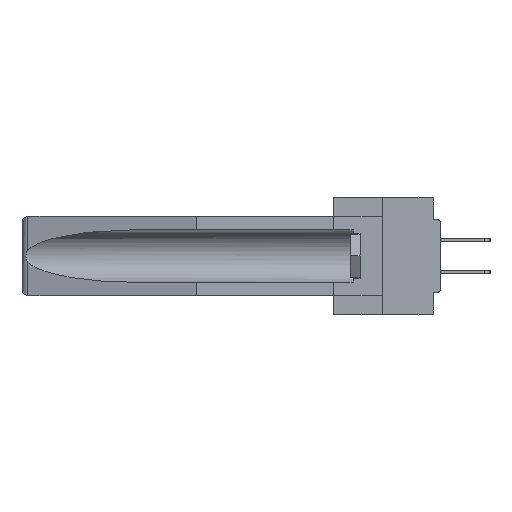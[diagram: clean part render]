
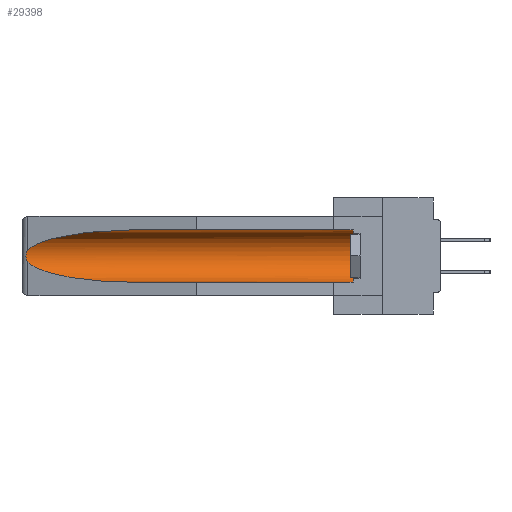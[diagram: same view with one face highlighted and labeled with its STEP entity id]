
A CAD part, left-side view. The second image highlights one B-rep face of the part: STEP entity #29398.
In plain terms, the highlighted cylindrical face has radius 2.857 mm (diameter 5.715 mm), a partial arc.
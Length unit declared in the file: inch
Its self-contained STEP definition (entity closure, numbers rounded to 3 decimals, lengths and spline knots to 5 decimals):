
#134 = CIRCLE ( 'NONE', #10154, 0.1125 ) ;
#313 = EDGE_CURVE ( 'NONE', #16390, #16916, #134, .T. ) ;
#461 = CARTESIAN_POINT ( 'NONE',  ( 0.26537, 1.52718, -0.19328 ) ) ;
#2553 = LINE ( 'NONE', #10146, #6708 ) ;
#4001 = CARTESIAN_POINT ( 'NONE',  ( 0.26537, 1.52718, -0.19328 ) ) ;
#4294 = CARTESIAN_POINT ( 'NONE',  ( 0.155, 0.126, -0.284 ) ) ;
#6708 = VECTOR ( 'NONE', #36292, 39.37008 ) ;
#7102 = DIRECTION ( 'NONE',  ( 0., 1., 0. ) ) ;
#7300 = AXIS2_PLACEMENT_3D ( 'NONE', #22391, #19857, #36450 ) ;
#7553 = FACE_OUTER_BOUND ( 'NONE', #21080, .T. ) ;
#8191 = CARTESIAN_POINT ( 'NONE',  ( 0.26654, 1.53092, -0.15636 ) ) ;
#8222 = CARTESIAN_POINT ( 'NONE',  ( 0.2673, 1.5327, -0.16383 ) ) ;
#10094 = DIRECTION ( 'NONE',  ( 0., 0., 1. ) ) ;
#10146 = CARTESIAN_POINT ( 'NONE',  ( 0.155, -0.30754, -0.284 ) ) ;
#10154 = AXIS2_PLACEMENT_3D ( 'NONE', #15912, #27747, #10094 ) ;
#10516 = ORIENTED_EDGE ( 'NONE', *, *, #29340, .T. ) ;
#11485 = CARTESIAN_POINT ( 'NONE',  ( 0.155, 1.07973, -0.284 ) ) ;
#11911 = VERTEX_POINT ( 'NONE', #11485 ) ;
#12321 = CARTESIAN_POINT ( 'NONE',  ( 0.25451, 1.48313, -0.24835 ) ) ;
#12447 = CARTESIAN_POINT ( 'NONE',  ( 0.155, 1.07973, -0.284 ) ) ;
#13378 = CARTESIAN_POINT ( 'NONE',  ( 0.26597, 1.52961, -0.15275 ) ) ;
#14293 = CARTESIAN_POINT ( 'NONE',  ( 0.2675, 1.53308, -0.17534 ) ) ;
#14674 = CARTESIAN_POINT ( 'NONE',  ( 0.25451, 1.48313, -0.09465 ) ) ;
#15912 = CARTESIAN_POINT ( 'NONE',  ( 0.155, 0.126, -0.1715 ) ) ;
#16390 = VERTEX_POINT ( 'NONE', #4294 ) ;
#16916 = VERTEX_POINT ( 'NONE', #31397 ) ;
#17092 =( BOUNDED_CURVE ( )  B_SPLINE_CURVE ( 3, ( #461, #12321, #29963, #12447 ),
 .UNSPECIFIED., .F., .F. ) 
 B_SPLINE_CURVE_WITH_KNOTS ( ( 4, 4 ),
 ( 0.1948, 1.5708 ),
 .UNSPECIFIED. ) 
 CURVE ( )  GEOMETRIC_REPRESENTATION_ITEM ( )  RATIONAL_B_SPLINE_CURVE ( ( 1., 0.848, 0.848, 1. ) ) 
 REPRESENTATION_ITEM ( '' )  );
#17437 = CARTESIAN_POINT ( 'NONE',  ( 0.26537, 1.52718, -0.19328 ) ) ;
#17672 = EDGE_CURVE ( 'NONE', #25517, #11911, #17092, .T. ) ;
#18181 = VECTOR ( 'NONE', #7102, 39.37008 ) ;
#18318 = B_SPLINE_CURVE_WITH_KNOTS ( 'NONE', 3,
 ( #36922, #13378, #8191, #8222, #20578, #14293, #32036, #37519, #30671, #4001 ),
 .UNSPECIFIED., .F., .F.,
 ( 4, 2, 2, 2, 4 ),
 ( 0., 0.00029, 0.00058, 0.00087, 0.00117 ),
 .UNSPECIFIED. ) ;
#19664 = CARTESIAN_POINT ( 'NONE',  ( 0.26537, 1.52718, -0.14972 ) ) ;
#19683 = ORIENTED_EDGE ( 'NONE', *, *, #23776, .F. ) ;
#19857 = DIRECTION ( 'NONE',  ( 0., 1., 0. ) ) ;
#19977 = ORIENTED_EDGE ( 'NONE', *, *, #20156, .T. ) ;
#20156 = EDGE_CURVE ( 'NONE', #31520, #32578, #30317, .T. ) ;
#20578 = CARTESIAN_POINT ( 'NONE',  ( 0.2675, 1.53308, -0.16763 ) ) ;
#20603 = CARTESIAN_POINT ( 'NONE',  ( 0.26537, 1.52718, -0.14972 ) ) ;
#21080 = EDGE_LOOP ( 'NONE', ( #19977, #35747, #31469, #19683, #35156, #10516 ) ) ;
#22391 = CARTESIAN_POINT ( 'NONE',  ( 0.155, -0.30754, -0.1715 ) ) ;
#23776 = EDGE_CURVE ( 'NONE', #16390, #11911, #2553, .T. ) ;
#24719 = CARTESIAN_POINT ( 'NONE',  ( 0.155, -0.30754, -0.059 ) ) ;
#25517 = VERTEX_POINT ( 'NONE', #17437 ) ;
#25936 = LINE ( 'NONE', #24719, #18181 ) ;
#25975 = CYLINDRICAL_SURFACE ( 'NONE', #7300, 0.1125 ) ;
#27747 = DIRECTION ( 'NONE',  ( 0., -1., 0. ) ) ;
#29340 = EDGE_CURVE ( 'NONE', #16916, #31520, #25936, .T. ) ;
#29398 = ADVANCED_FACE ( 'NONE', ( #7553 ), #25975, .F. ) ;
#29963 = CARTESIAN_POINT ( 'NONE',  ( 0.21114, 1.30732, -0.284 ) ) ;
#30317 =( BOUNDED_CURVE ( )  B_SPLINE_CURVE ( 3, ( #32982, #32016, #14674, #20603 ),
 .UNSPECIFIED., .F., .F. ) 
 B_SPLINE_CURVE_WITH_KNOTS ( ( 4, 4 ),
 ( 4.71239, 6.08839 ),
 .UNSPECIFIED. ) 
 CURVE ( )  GEOMETRIC_REPRESENTATION_ITEM ( )  RATIONAL_B_SPLINE_CURVE ( ( 1., 0.848, 0.848, 1. ) ) 
 REPRESENTATION_ITEM ( '' )  );
#30671 = CARTESIAN_POINT ( 'NONE',  ( 0.26597, 1.5296, -0.19026 ) ) ;
#31397 = CARTESIAN_POINT ( 'NONE',  ( 0.155, 0.126, -0.059 ) ) ;
#31469 = ORIENTED_EDGE ( 'NONE', *, *, #17672, .T. ) ;
#31520 = VERTEX_POINT ( 'NONE', #33873 ) ;
#32016 = CARTESIAN_POINT ( 'NONE',  ( 0.21114, 1.30732, -0.059 ) ) ;
#32036 = CARTESIAN_POINT ( 'NONE',  ( 0.2673, 1.53269, -0.17917 ) ) ;
#32578 = VERTEX_POINT ( 'NONE', #19664 ) ;
#32982 = CARTESIAN_POINT ( 'NONE',  ( 0.155, 1.07973, -0.059 ) ) ;
#33444 = EDGE_CURVE ( 'NONE', #32578, #25517, #18318, .T. ) ;
#33873 = CARTESIAN_POINT ( 'NONE',  ( 0.155, 1.07973, -0.059 ) ) ;
#35156 = ORIENTED_EDGE ( 'NONE', *, *, #313, .T. ) ;
#35747 = ORIENTED_EDGE ( 'NONE', *, *, #33444, .T. ) ;
#36292 = DIRECTION ( 'NONE',  ( 0., 1., 0. ) ) ;
#36450 = DIRECTION ( 'NONE',  ( 0., 0., 1. ) ) ;
#36922 = CARTESIAN_POINT ( 'NONE',  ( 0.26537, 1.52718, -0.14972 ) ) ;
#37519 = CARTESIAN_POINT ( 'NONE',  ( 0.26655, 1.53094, -0.18657 ) ) ;
